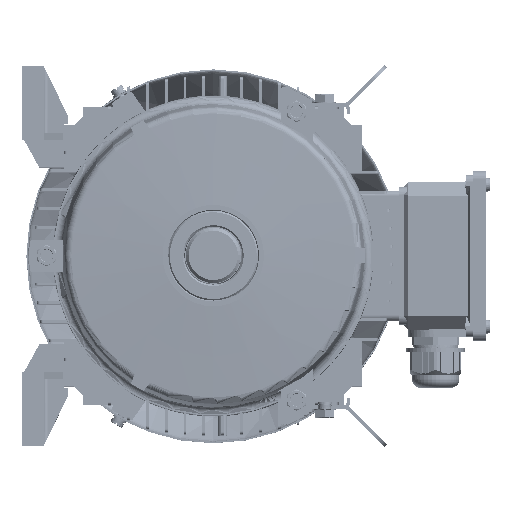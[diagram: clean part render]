
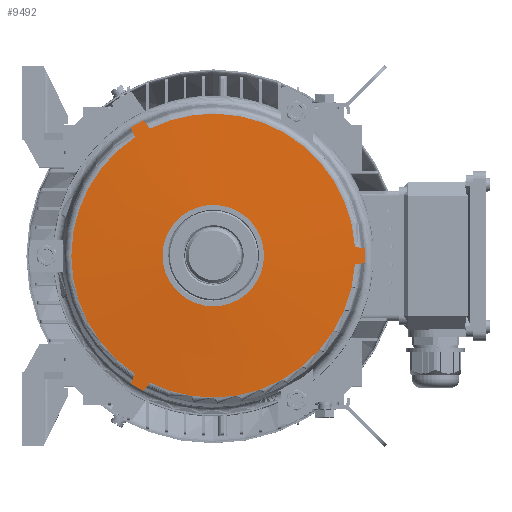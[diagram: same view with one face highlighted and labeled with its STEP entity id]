
A CAD part, top view. The second image highlights one B-rep face of the part: STEP entity #9492.
In plain terms, the highlighted conical face has half-angle 87 degrees and reference radius 35 mm.
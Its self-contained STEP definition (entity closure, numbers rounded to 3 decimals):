
#1409=FACE_BOUND('',#21412,.T.);
#1410=FACE_BOUND('',#21413,.T.);
#6011=CONICAL_SURFACE('',#103075,35.,87.);
#6642=B_SPLINE_CURVE_WITH_KNOTS('',3,(#149773,#149774,#149775,#149776),
 .UNSPECIFIED.,.F.,.F.,(4,4),(0.,1.),.UNSPECIFIED.);
#6643=B_SPLINE_CURVE_WITH_KNOTS('',3,(#149780,#149781,#149782,#149783),
 .UNSPECIFIED.,.F.,.F.,(4,4),(0.,1.),.UNSPECIFIED.);
#6644=B_SPLINE_CURVE_WITH_KNOTS('',3,(#149784,#149785,#149786,#149787),
 .UNSPECIFIED.,.F.,.F.,(4,4),(0.,1.),.UNSPECIFIED.);
#6645=B_SPLINE_CURVE_WITH_KNOTS('',3,(#149791,#149792,#149793,#149794),
 .UNSPECIFIED.,.F.,.F.,(4,4),(0.,1.),.UNSPECIFIED.);
#6646=B_SPLINE_CURVE_WITH_KNOTS('',3,(#149795,#149796,#149797,#149798),
 .UNSPECIFIED.,.F.,.F.,(4,4),(0.,1.),.UNSPECIFIED.);
#6647=B_SPLINE_CURVE_WITH_KNOTS('',3,(#149802,#149803,#149804,#149805),
 .UNSPECIFIED.,.F.,.F.,(4,4),(0.,1.),.UNSPECIFIED.);
#9492=ADVANCED_FACE('',(#1409,#1410),#6011,.T.);
#21412=EDGE_LOOP('',(#51322,#51323,#51324,#51325,#51326,#51327,#51328,#51329,
#51330,#51331,#51332,#51333));
#21413=EDGE_LOOP('',(#51334));
#51322=ORIENTED_EDGE('',*,*,#86043,.F.);
#51323=ORIENTED_EDGE('',*,*,#86220,.T.);
#51324=ORIENTED_EDGE('',*,*,#86221,.T.);
#51325=ORIENTED_EDGE('',*,*,#86222,.F.);
#51326=ORIENTED_EDGE('',*,*,#86038,.F.);
#51327=ORIENTED_EDGE('',*,*,#86223,.T.);
#51328=ORIENTED_EDGE('',*,*,#86224,.T.);
#51329=ORIENTED_EDGE('',*,*,#86225,.F.);
#51330=ORIENTED_EDGE('',*,*,#86041,.F.);
#51331=ORIENTED_EDGE('',*,*,#86226,.T.);
#51332=ORIENTED_EDGE('',*,*,#86227,.T.);
#51333=ORIENTED_EDGE('',*,*,#86228,.F.);
#51334=ORIENTED_EDGE('',*,*,#86219,.T.);
#75048=VERTEX_POINT('',#148731);
#75049=VERTEX_POINT('',#148738);
#75050=VERTEX_POINT('',#148747);
#75051=VERTEX_POINT('',#148754);
#75052=VERTEX_POINT('',#148763);
#75053=VERTEX_POINT('',#148765);
#75192=VERTEX_POINT('',#149771);
#75193=VERTEX_POINT('',#149777);
#75194=VERTEX_POINT('',#149779);
#75195=VERTEX_POINT('',#149788);
#75196=VERTEX_POINT('',#149790);
#75197=VERTEX_POINT('',#149799);
#75198=VERTEX_POINT('',#149801);
#86038=EDGE_CURVE('',#75049,#75048,#97826,.T.);
#86041=EDGE_CURVE('',#75051,#75050,#97827,.T.);
#86043=EDGE_CURVE('',#75052,#75053,#97828,.T.);
#86219=EDGE_CURVE('',#75192,#75192,#97895,.T.);
#86220=EDGE_CURVE('',#75052,#75193,#6642,.T.);
#86221=EDGE_CURVE('',#75193,#75194,#97896,.T.);
#86222=EDGE_CURVE('',#75048,#75194,#6643,.T.);
#86223=EDGE_CURVE('',#75049,#75195,#6644,.T.);
#86224=EDGE_CURVE('',#75195,#75196,#97897,.T.);
#86225=EDGE_CURVE('',#75050,#75196,#6645,.T.);
#86226=EDGE_CURVE('',#75051,#75197,#6646,.T.);
#86227=EDGE_CURVE('',#75197,#75198,#97898,.T.);
#86228=EDGE_CURVE('',#75053,#75198,#6647,.T.);
#97826=CIRCLE('',#102952,97.948);
#97827=CIRCLE('',#102954,97.948);
#97828=CIRCLE('',#102956,97.948);
#97895=CIRCLE('',#103070,35.);
#97896=CIRCLE('',#103072,105.);
#97897=CIRCLE('',#103073,105.);
#97898=CIRCLE('',#103074,105.);
#102952=AXIS2_PLACEMENT_3D('',#148739,#116714,#116715);
#102954=AXIS2_PLACEMENT_3D('',#148755,#116718,#116719);
#102956=AXIS2_PLACEMENT_3D('',#148764,#116722,#116723);
#103070=AXIS2_PLACEMENT_3D('',#149770,#116968,#116969);
#103072=AXIS2_PLACEMENT_3D('',#149778,#116972,#116973);
#103073=AXIS2_PLACEMENT_3D('',#149789,#116974,#116975);
#103074=AXIS2_PLACEMENT_3D('',#149800,#116976,#116977);
#103075=AXIS2_PLACEMENT_3D('',#149806,#116978,#116979);
#116714=DIRECTION('',(0.,0.,-1.));
#116715=DIRECTION('',(0.,-1.,0.));
#116718=DIRECTION('',(0.,0.,-1.));
#116719=DIRECTION('',(0.,-1.,0.));
#116722=DIRECTION('',(0.,0.,-1.));
#116723=DIRECTION('',(0.,-1.,0.));
#116968=DIRECTION('',(0.,0.,-1.));
#116969=DIRECTION('',(0.,-1.,0.));
#116972=DIRECTION('',(0.,0.,1.));
#116973=DIRECTION('',(-0.866,0.5,0.));
#116974=DIRECTION('',(0.,0.,1.));
#116975=DIRECTION('',(0.,-1.,0.));
#116976=DIRECTION('',(0.,0.,1.));
#116977=DIRECTION('',(0.866,0.5,0.));
#116978=DIRECTION('',(0.,0.,-1.));
#116979=DIRECTION('',(0.,-1.,0.));
#148731=CARTESIAN_POINT('',(-43.686,-87.666,273.701));
#148738=CARTESIAN_POINT('',(97.764,-6.,273.701));
#148739=CARTESIAN_POINT('',(0.,0.,273.701));
#148747=CARTESIAN_POINT('',(97.764,6.,273.701));
#148754=CARTESIAN_POINT('',(-43.686,87.666,273.701));
#148755=CARTESIAN_POINT('',(0.,0.,273.701));
#148763=CARTESIAN_POINT('',(-54.078,-81.666,273.701));
#148764=CARTESIAN_POINT('',(0.,0.,273.701));
#148765=CARTESIAN_POINT('',(-54.078,81.666,273.701));
#149770=CARTESIAN_POINT('',(0.,0.,277.));
#149771=CARTESIAN_POINT('',(0.,-35.,277.));
#149773=CARTESIAN_POINT('',(-54.078,-81.666,273.701));
#149774=CARTESIAN_POINT('',(-54.975,-83.887,273.578));
#149775=CARTESIAN_POINT('',(-55.873,-86.108,273.455));
#149776=CARTESIAN_POINT('',(-56.771,-88.33,273.331));
#149777=CARTESIAN_POINT('',(-56.771,-88.33,273.331));
#149778=CARTESIAN_POINT('',(0.,0.,273.331));
#149779=CARTESIAN_POINT('',(-48.11,-93.33,273.331));
#149780=CARTESIAN_POINT('',(-43.686,-87.666,273.701));
#149781=CARTESIAN_POINT('',(-45.161,-89.554,273.578));
#149782=CARTESIAN_POINT('',(-46.635,-91.442,273.455));
#149783=CARTESIAN_POINT('',(-48.11,-93.33,273.331));
#149784=CARTESIAN_POINT('',(97.764,-6.,273.701));
#149785=CARTESIAN_POINT('',(100.136,-5.667,273.578));
#149786=CARTESIAN_POINT('',(102.508,-5.333,273.455));
#149787=CARTESIAN_POINT('',(104.881,-5.,273.331));
#149788=CARTESIAN_POINT('',(104.881,-5.,273.331));
#149789=CARTESIAN_POINT('',(0.,0.,273.331));
#149790=CARTESIAN_POINT('',(104.881,5.,273.331));
#149791=CARTESIAN_POINT('',(97.764,6.,273.701));
#149792=CARTESIAN_POINT('',(100.136,5.667,273.578));
#149793=CARTESIAN_POINT('',(102.508,5.333,273.455));
#149794=CARTESIAN_POINT('',(104.881,5.,273.331));
#149795=CARTESIAN_POINT('',(-43.686,87.666,273.701));
#149796=CARTESIAN_POINT('',(-45.161,89.554,273.578));
#149797=CARTESIAN_POINT('',(-46.635,91.442,273.455));
#149798=CARTESIAN_POINT('',(-48.11,93.33,273.331));
#149799=CARTESIAN_POINT('',(-48.11,93.33,273.331));
#149800=CARTESIAN_POINT('',(0.,0.,
273.331));
#149801=CARTESIAN_POINT('',(-56.771,88.33,273.331));
#149802=CARTESIAN_POINT('',(-54.078,81.666,273.701));
#149803=CARTESIAN_POINT('',(-54.975,83.887,273.578));
#149804=CARTESIAN_POINT('',(-55.873,86.108,273.455));
#149805=CARTESIAN_POINT('',(-56.771,88.33,273.331));
#149806=CARTESIAN_POINT('',(0.,0.,277.));
